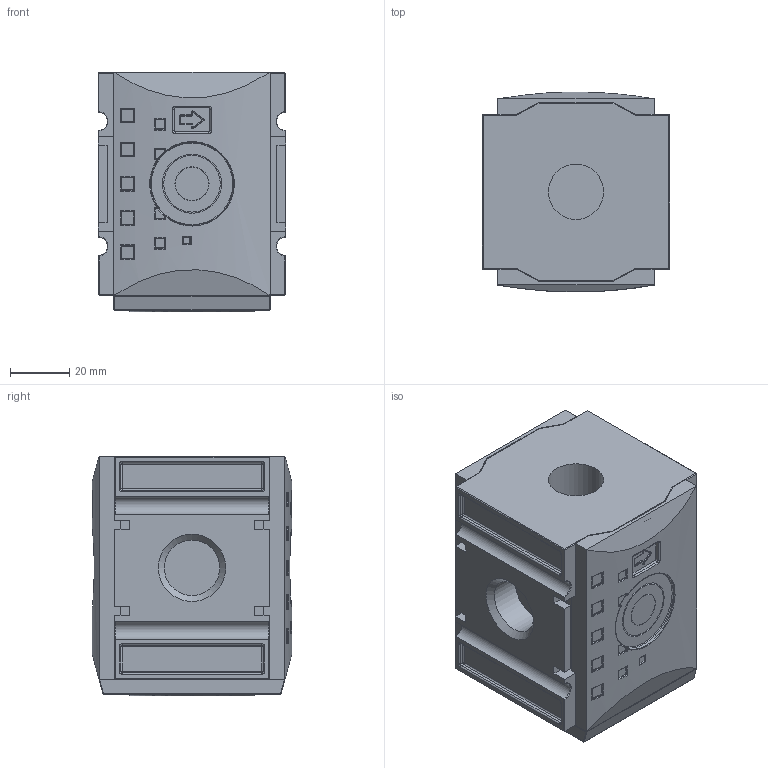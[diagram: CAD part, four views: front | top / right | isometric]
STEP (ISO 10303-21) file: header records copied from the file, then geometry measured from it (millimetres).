
FILE_DESCRIPTION((''),'2;1');
FILE_NAME('KDIS-212.stp','2010-02-10T08:44:22',('DDruske'),(''),'Autodesk Inventor 2009','Autodesk Inventor 2009','');
FILE_SCHEMA(('AUTOMOTIVE_DESIGN { 1 0 10303 214 1 1 1 1 }'));
Length unit declared in the file: millimetre
Products named in the file (1): Bauteil3
Bounding box: 63 x 67.13 x 80.5 mm (x, y, z)
Volume: 254569.3 mm3; surface area: 51245.2 mm2
Topology: 1 solids, 1 shells, 798 faces, 2102 edges, 1269 vertices
Faces by surface type: plane 296, cylinder 248, bspline 149, torus 71, sphere 20, cone 14
Full cylindrical faces by diameter (mm): 11.245 x1, 11.445 x1, 18.6 x1, 18.631 x1, 19 x2, 28 x2
Entity records: 31431 total; most frequent: CARTESIAN_POINT 11879, ORIENTED_EDGE 4044, DIRECTION 3664, EDGE_CURVE 2022, VERTEX_POINT 1259, AXIS2_PLACEMENT_3D 1226, VECTOR 1212, LINE 1212
